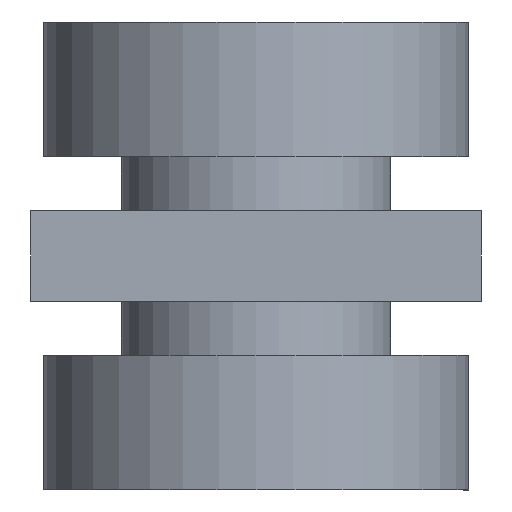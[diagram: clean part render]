
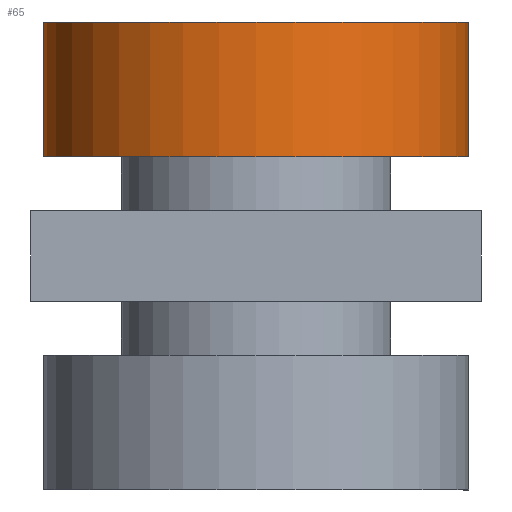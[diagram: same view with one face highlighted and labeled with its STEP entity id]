
A CAD part, front view. The second image highlights one B-rep face of the part: STEP entity #65.
In plain terms, the highlighted cylindrical face has radius 15 mm (diameter 30 mm), a partial arc.
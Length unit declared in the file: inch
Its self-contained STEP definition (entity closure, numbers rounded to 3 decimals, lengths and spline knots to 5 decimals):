
#65=ADVANCED_FACE('',(#155),#156,.T.);
#155=FACE_OUTER_BOUND('',#277,.T.);
#156=CYLINDRICAL_SURFACE('',#278,0.59055);
#277=EDGE_LOOP('',(#407,#408,#409,#410));
#278=AXIS2_PLACEMENT_3D('',#411,#412,#413);
#407=ORIENTED_EDGE('',*,*,#679,.F.);
#408=ORIENTED_EDGE('',*,*,#669,.F.);
#409=ORIENTED_EDGE('',*,*,#680,.F.);
#410=ORIENTED_EDGE('',*,*,#681,.F.);
#411=CARTESIAN_POINT('',(0.62598,2.92913,0.52362));
#412=DIRECTION('',(-0.0,-0.0,-1.0));
#413=DIRECTION('',(1.0,0.0,0.0));
#669=EDGE_CURVE('',#780,#781,#782,.T.);
#679=EDGE_CURVE('',#781,#798,#799,.T.);
#680=EDGE_CURVE('',#800,#780,#801,.T.);
#681=EDGE_CURVE('',#798,#800,#802,.T.);
#780=VERTEX_POINT('',#937);
#781=VERTEX_POINT('',#938);
#782=CIRCLE('',#939,0.59055);
#798=VERTEX_POINT('',#957);
#799=LINE('',#958,#959);
#800=VERTEX_POINT('',#960);
#801=LINE('',#961,#962);
#802=CIRCLE('',#963,0.59055);
#937=CARTESIAN_POINT('',(0.03543,2.92913,0.52362));
#938=CARTESIAN_POINT('',(1.21654,2.92913,0.52362));
#939=AXIS2_PLACEMENT_3D('',#1118,#1119,#1120);
#957=CARTESIAN_POINT('',(1.21654,2.92913,0.14961));
#958=CARTESIAN_POINT('',(1.21654,2.92913,0.52362));
#959=VECTOR('',#1138,1.0);
#960=CARTESIAN_POINT('',(0.03543,2.92913,0.14961));
#961=CARTESIAN_POINT('',(0.03543,2.92913,0.52362));
#962=VECTOR('',#1139,1.0);
#963=AXIS2_PLACEMENT_3D('',#1140,#1141,#1142);
#1118=CARTESIAN_POINT('',(0.62598,2.92913,0.52362));
#1119=DIRECTION('',(0.0,0.0,1.0));
#1120=DIRECTION('',(1.0,0.0,0.0));
#1138=DIRECTION('',(-0.0,-0.0,-1.0));
#1139=DIRECTION('',(0.0,0.0,1.0));
#1140=CARTESIAN_POINT('',(0.62598,2.92913,0.14961));
#1141=DIRECTION('',(0.0,0.0,-1.0));
#1142=DIRECTION('',(1.0,0.0,0.0));
